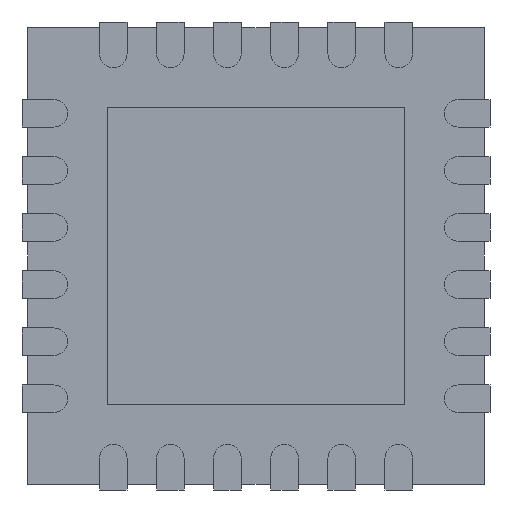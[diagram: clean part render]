
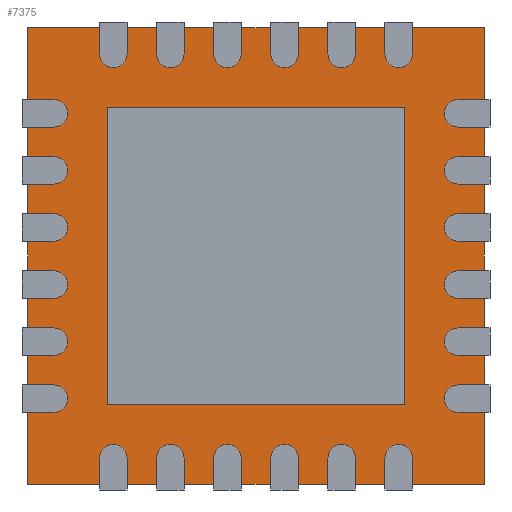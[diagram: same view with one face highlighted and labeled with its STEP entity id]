
A CAD part, front view. The second image highlights one B-rep face of the part: STEP entity #7375.
In plain terms, the highlighted planar face has unit normal (0, -1, 0).
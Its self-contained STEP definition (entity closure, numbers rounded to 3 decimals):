
#7218 = CARTESIAN_POINT ( 'NONE',  ( -2., 0.05, -2. ) ) ;
#7219 = VERTEX_POINT ( 'NONE', #7218 ) ;
#7220 = CARTESIAN_POINT ( 'NONE',  ( -2., 0.05, 2. ) ) ;
#7221 = VERTEX_POINT ( 'NONE', #7220 ) ;
#7222 = CARTESIAN_POINT ( 'NONE',  ( -2., 0.05, 2. ) ) ;
#7223 = DIRECTION ( 'NONE',  ( 0., 0., 1. ) ) ;
#7224 = VECTOR ( 'NONE', #7223, 1000. ) ;
#7225 = LINE ( 'NONE', #7222, #7224 ) ;
#7226 = EDGE_CURVE ( 'NONE', #7219, #7221, #7225, .T. ) ;
#7258 = CARTESIAN_POINT ( 'NONE',  ( 2., 0.05, 2. ) ) ;
#7259 = VERTEX_POINT ( 'NONE', #7258 ) ;
#7260 = CARTESIAN_POINT ( 'NONE',  ( 2., 0.05, 2. ) ) ;
#7261 = DIRECTION ( 'NONE',  ( 1., 0., 0. ) ) ;
#7262 = VECTOR ( 'NONE', #7261, 1000. ) ;
#7263 = LINE ( 'NONE', #7260, #7262 ) ;
#7264 = EDGE_CURVE ( 'NONE', #7221, #7259, #7263, .T. ) ;
#7289 = CARTESIAN_POINT ( 'NONE',  ( 2., 0.05, -2. ) ) ;
#7290 = VERTEX_POINT ( 'NONE', #7289 ) ;
#7291 = CARTESIAN_POINT ( 'NONE',  ( 2., 0.05, 2. ) ) ;
#7292 = DIRECTION ( 'NONE',  ( 0., 0., -1. ) ) ;
#7293 = VECTOR ( 'NONE', #7292, 1000. ) ;
#7294 = LINE ( 'NONE', #7291, #7293 ) ;
#7295 = EDGE_CURVE ( 'NONE', #7259, #7290, #7294, .T. ) ;
#7320 = CARTESIAN_POINT ( 'NONE',  ( 2., 0.05, -2. ) ) ;
#7321 = DIRECTION ( 'NONE',  ( -1., 0., 0. ) ) ;
#7322 = VECTOR ( 'NONE', #7321, 1000. ) ;
#7323 = LINE ( 'NONE', #7320, #7322 ) ;
#7324 = EDGE_CURVE ( 'NONE', #7290, #7219, #7323, .T. ) ;
#7364 = ORIENTED_EDGE ( 'NONE', *, *, #7226, .F. ) ;
#7365 = ORIENTED_EDGE ( 'NONE', *, *, #7324, .F. ) ;
#7366 = ORIENTED_EDGE ( 'NONE', *, *, #7295, .F. ) ;
#7367 = ORIENTED_EDGE ( 'NONE', *, *, #7264, .F. ) ;
#7368 = EDGE_LOOP ( 'NONE', ( #7364, #7365, #7366, #7367 ) ) ;
#7369 = FACE_OUTER_BOUND ( 'NONE', #7368, .T. ) ;
#7370 = CARTESIAN_POINT ( 'NONE',  ( 0., 0.05, 0. ) ) ;
#7371 = DIRECTION ( 'NONE',  ( 0., 1., 0. ) ) ;
#7372 = DIRECTION ( 'NONE',  ( 0., 0., 1. ) ) ;
#7373 = AXIS2_PLACEMENT_3D ( 'NONE', #7370, #7371, #7372 ) ;
#7374 = PLANE ( 'NONE', #7373 ) ;
#7375 = ADVANCED_FACE ( 'NONE', ( #7369 ), #7374, .F. ) ;
